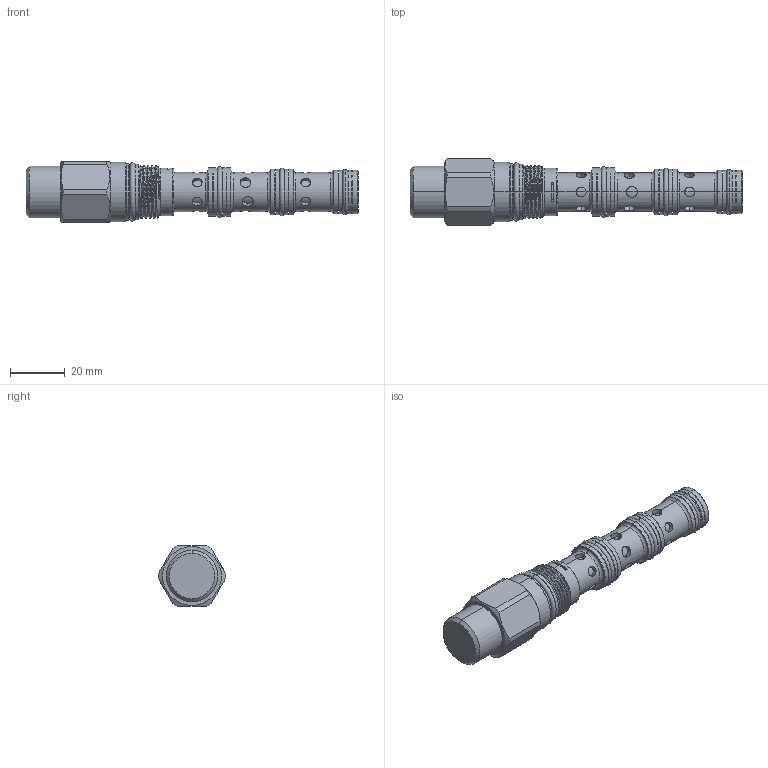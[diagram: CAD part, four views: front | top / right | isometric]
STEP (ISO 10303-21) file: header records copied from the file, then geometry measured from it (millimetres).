
FILE_DESCRIPTION (( 'STEP AP203' ), '1' );
FILE_NAME ('DS31A4S-N.STEP', '2020-03-27T03:18:26', ( '' ), ( '' ), 'SwSTEP 2.0', 'SolidWorks 2018', '' );
FILE_SCHEMA (( 'CONFIG_CONTROL_DESIGN' ));
Length unit declared in the file: millimetre
Products named in the file (1): DS31A4S-N
Bounding box: 121.4 x 24.59 x 22.22 mm (x, y, z)
Volume: 29974.4 mm3; surface area: 11415.7 mm2
Topology: 3 solids, 3 shells, 267 faces, 574 edges, 358 vertices
Faces by surface type: cylinder 166, plane 47, cone 27, torus 24, bspline 3
Entity records: 10749 total; most frequent: CARTESIAN_POINT 4926, DIRECTION 1234, ORIENTED_EDGE 1144, EDGE_CURVE 572, AXIS2_PLACEMENT_3D 524, VERTEX_POINT 358, EDGE_LOOP 318, ADVANCED_FACE 267
